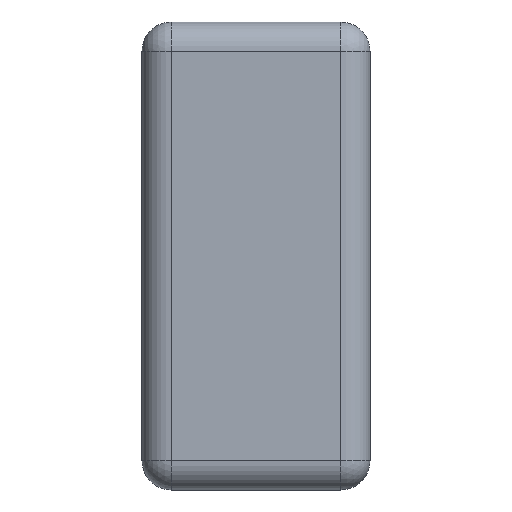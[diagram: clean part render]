
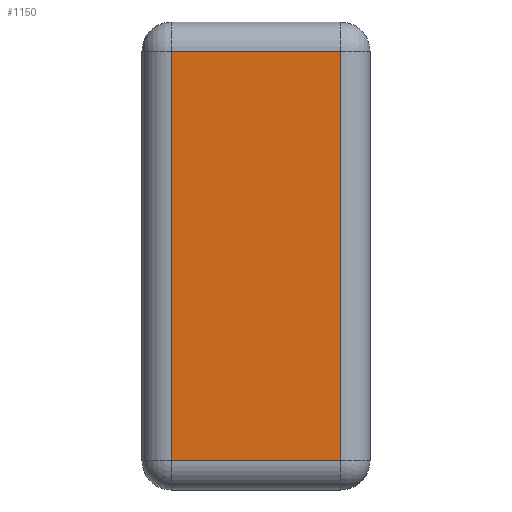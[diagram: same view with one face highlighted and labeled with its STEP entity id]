
A CAD part, left-side view. The second image highlights one B-rep face of the part: STEP entity #1150.
In plain terms, the highlighted planar face has unit normal (-1, 0, 0).
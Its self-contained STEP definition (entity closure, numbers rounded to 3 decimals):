
#79 = DIRECTION ( 'NONE',  ( 0., 1., 0. ) ) ;
#108 = LINE ( 'NONE', #569, #393 ) ;
#112 = CARTESIAN_POINT ( 'NONE',  ( -1.65, 0.78, -0.8 ) ) ;
#195 = CARTESIAN_POINT ( 'NONE',  ( -1.65, 0.1, 0.7 ) ) ;
#271 = ORIENTED_EDGE ( 'NONE', *, *, #756, .T. ) ;
#310 = CARTESIAN_POINT ( 'NONE',  ( -1.65, 0.1, -0.8 ) ) ;
#393 = VECTOR ( 'NONE', #1104, 1000. ) ;
#399 = EDGE_CURVE ( 'NONE', #1056, #850, #1443, .T. ) ;
#465 = EDGE_CURVE ( 'NONE', #850, #1295, #854, .T. ) ;
#511 = ORIENTED_EDGE ( 'NONE', *, *, #1063, .T. ) ;
#530 = VECTOR ( 'NONE', #1361, 1000. ) ;
#549 = CARTESIAN_POINT ( 'NONE',  ( -1.65, 0.68, -0.7 ) ) ;
#563 = DIRECTION ( 'NONE',  ( 0., 0., -1. ) ) ;
#569 = CARTESIAN_POINT ( 'NONE',  ( -1.65, 0.68, -0.8 ) ) ;
#651 = DIRECTION ( 'NONE',  ( 0., 0., 1. ) ) ;
#683 = FACE_OUTER_BOUND ( 'NONE', #1340, .T. ) ;
#717 = VECTOR ( 'NONE', #651, 1000. ) ;
#756 = EDGE_CURVE ( 'NONE', #1295, #938, #108, .T. ) ;
#850 = VERTEX_POINT ( 'NONE', #195 ) ;
#854 = LINE ( 'NONE', #876, #900 ) ;
#876 = CARTESIAN_POINT ( 'NONE',  ( -1.65, 0.78, 0.7 ) ) ;
#900 = VECTOR ( 'NONE', #79, 1000. ) ;
#908 = CARTESIAN_POINT ( 'NONE',  ( -1.65, 0.78, -0.7 ) ) ;
#938 = VERTEX_POINT ( 'NONE', #549 ) ;
#1039 = CARTESIAN_POINT ( 'NONE',  ( -1.65, 0.1, -0.7 ) ) ;
#1056 = VERTEX_POINT ( 'NONE', #1039 ) ;
#1063 = EDGE_CURVE ( 'NONE', #938, #1056, #1401, .T. ) ;
#1104 = DIRECTION ( 'NONE',  ( 0., 0., -1. ) ) ;
#1150 = ADVANCED_FACE ( 'NONE', ( #683 ), #1251, .F. ) ;
#1166 = AXIS2_PLACEMENT_3D ( 'NONE', #112, #1335, #563 ) ;
#1196 = ORIENTED_EDGE ( 'NONE', *, *, #399, .T. ) ;
#1251 = PLANE ( 'NONE',  #1166 ) ;
#1295 = VERTEX_POINT ( 'NONE', #1399 ) ;
#1335 = DIRECTION ( 'NONE',  ( 1., 0., 0. ) ) ;
#1340 = EDGE_LOOP ( 'NONE', ( #271, #511, #1196, #1446 ) ) ;
#1361 = DIRECTION ( 'NONE',  ( 0., -1., 0. ) ) ;
#1399 = CARTESIAN_POINT ( 'NONE',  ( -1.65, 0.68, 0.7 ) ) ;
#1401 = LINE ( 'NONE', #908, #530 ) ;
#1443 = LINE ( 'NONE', #310, #717 ) ;
#1446 = ORIENTED_EDGE ( 'NONE', *, *, #465, .T. ) ;
